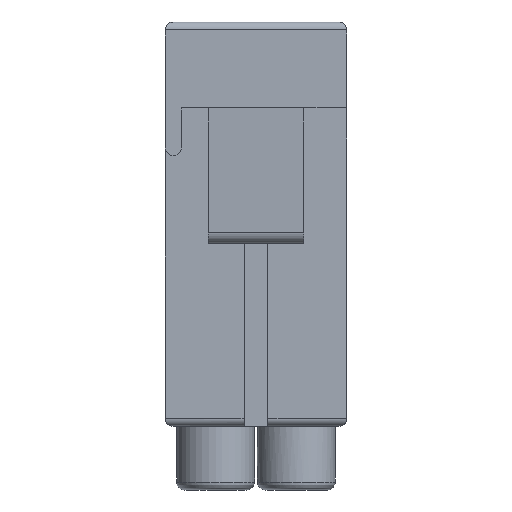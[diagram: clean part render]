
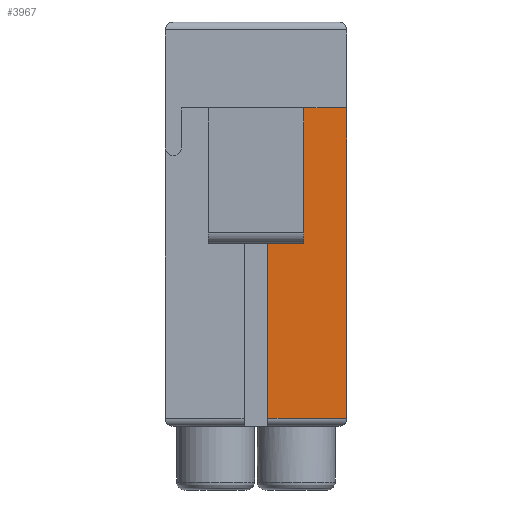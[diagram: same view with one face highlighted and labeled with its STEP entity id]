
A CAD part, left-side view. The second image highlights one B-rep face of the part: STEP entity #3967.
In plain terms, the highlighted planar face has unit normal (-1, 0, 0).
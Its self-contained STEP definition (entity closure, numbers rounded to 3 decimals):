
#2846=FACE_OUTER_BOUND('',#9208,.T.);
#3967=ADVANCED_FACE('',(#2846),#5027,.T.);
#5027=PLANE('',#22444);
#5805=LINE('',#30866,#7033);
#5904=LINE('',#31304,#7132);
#6019=LINE('',#31937,#7256);
#6098=LINE('',#32131,#7335);
#6099=LINE('',#32132,#7336);
#6100=LINE('',#32134,#7337);
#7033=VECTOR('',#23192,1.);
#7132=VECTOR('',#23359,1.);
#7256=VECTOR('',#23833,1.);
#7335=VECTOR('',#24000,1.);
#7336=VECTOR('',#24001,1.);
#7337=VECTOR('',#24002,1.);
#9208=EDGE_LOOP('',(#11532,#11533,#11534,#11535,#11536,#11537));
#11532=ORIENTED_EDGE('',*,*,#18682,.T.);
#11533=ORIENTED_EDGE('',*,*,#18775,.T.);
#11534=ORIENTED_EDGE('',*,*,#18482,.T.);
#11535=ORIENTED_EDGE('',*,*,#18776,.T.);
#11536=ORIENTED_EDGE('',*,*,#18777,.T.);
#11537=ORIENTED_EDGE('',*,*,#18333,.T.);
#16440=VERTEX_POINT('',#30852);
#16447=VERTEX_POINT('',#30865);
#16596=VERTEX_POINT('',#31303);
#16597=VERTEX_POINT('',#31305);
#16750=VERTEX_POINT('',#31936);
#16806=VERTEX_POINT('',#32133);
#18333=EDGE_CURVE('',#16440,#16447,#5805,.T.);
#18482=EDGE_CURVE('',#16597,#16596,#5904,.T.);
#18682=EDGE_CURVE('',#16447,#16750,#6019,.T.);
#18775=EDGE_CURVE('',#16750,#16597,#6098,.T.);
#18776=EDGE_CURVE('',#16596,#16806,#6099,.T.);
#18777=EDGE_CURVE('',#16806,#16440,#6100,.T.);
#22444=AXIS2_PLACEMENT_3D('',#32135,#24003,#24004);
#23192=DIRECTION('',(0.,0.,1.));
#23359=DIRECTION('',(0.,1.,0.));
#23833=DIRECTION('',(0.,1.,0.));
#24000=DIRECTION('',(0.,0.,1.));
#24001=DIRECTION('',(0.,0.,-1.));
#24002=DIRECTION('',(0.,-1.,0.));
#24003=DIRECTION('',(-1.,0.,0.));
#24004=DIRECTION('',(0.,-1.,0.));
#30852=CARTESIAN_POINT('',(48.,-42.7,13.6));
#30865=CARTESIAN_POINT('',(48.,-42.7,33.1));
#30866=CARTESIAN_POINT('',(48.,-42.7,13.6));
#31303=CARTESIAN_POINT('',(48.,-37.75,38.5));
#31304=CARTESIAN_POINT('',(48.,-40.2,38.5));
#31305=CARTESIAN_POINT('',(48.,-40.275,38.5));
#31936=CARTESIAN_POINT('',(48.,-40.275,33.1));
#31937=CARTESIAN_POINT('',(48.,-42.7,33.1));
#32131=CARTESIAN_POINT('',(48.,-40.275,33.1));
#32132=CARTESIAN_POINT('',(48.,-37.75,38.5));
#32133=CARTESIAN_POINT('',(48.,-37.75,13.6));
#32134=CARTESIAN_POINT('',(48.,-37.75,13.6));
#32135=CARTESIAN_POINT('',(48.,-31.2,13.));
